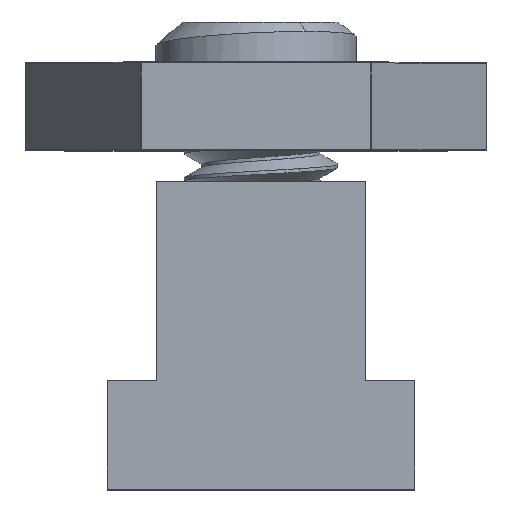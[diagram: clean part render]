
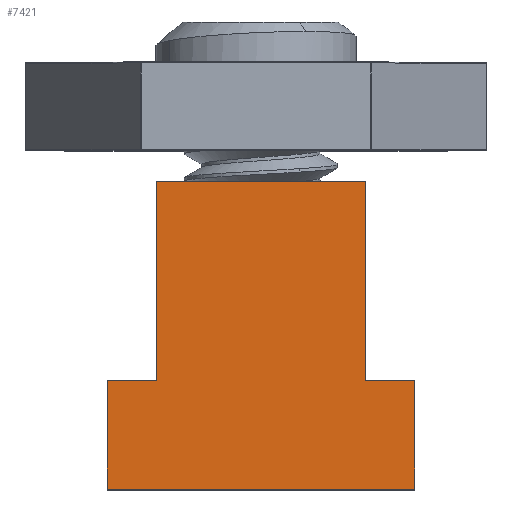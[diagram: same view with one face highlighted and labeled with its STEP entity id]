
A CAD part, top view. The second image highlights one B-rep face of the part: STEP entity #7421.
In plain terms, the highlighted planar face has unit normal (0, 0, 1).
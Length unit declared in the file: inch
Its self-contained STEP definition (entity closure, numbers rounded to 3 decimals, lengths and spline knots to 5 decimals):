
#140 = CARTESIAN_POINT ( 'NONE',  ( -0.2125, 0.625, 0.55 ) ) ;
#220 = LINE ( 'NONE', #3866, #7056 ) ;
#300 = ORIENTED_EDGE ( 'NONE', *, *, #5726, .T. ) ;
#468 = CARTESIAN_POINT ( 'NONE',  ( 0.3125, 0.22, 0.55 ) ) ;
#492 = DIRECTION ( 'NONE',  ( 0., -1., 0. ) ) ;
#522 = CARTESIAN_POINT ( 'NONE',  ( 0.2125, 0.625, 0.55 ) ) ;
#621 = CARTESIAN_POINT ( 'NONE',  ( -0.3125, 0.22, 0.55 ) ) ;
#633 = ORIENTED_EDGE ( 'NONE', *, *, #7761, .T. ) ;
#798 = VERTEX_POINT ( 'NONE', #6666 ) ;
#801 = DIRECTION ( 'NONE',  ( 0., -1., 0. ) ) ;
#893 = VECTOR ( 'NONE', #1154, 39.37008 ) ;
#922 = CARTESIAN_POINT ( 'NONE',  ( -0.2125, 0.22, 0.55 ) ) ;
#1080 = CARTESIAN_POINT ( 'NONE',  ( -0.3125, 0., 0.55 ) ) ;
#1154 = DIRECTION ( 'NONE',  ( 0., 1., 0. ) ) ;
#1236 = CARTESIAN_POINT ( 'NONE',  ( 0.2125, 0.22, 0.55 ) ) ;
#1265 = DIRECTION ( 'NONE',  ( -1., 0., 0. ) ) ;
#1510 = VECTOR ( 'NONE', #492, 39.37008 ) ;
#1524 = PLANE ( 'NONE',  #5952 ) ;
#1625 = EDGE_CURVE ( 'NONE', #6670, #8371, #4396, .T. ) ;
#1705 = LINE ( 'NONE', #2462, #1510 ) ;
#1963 = VECTOR ( 'NONE', #7564, 39.37008 ) ;
#2168 = CARTESIAN_POINT ( 'NONE',  ( -0.2125, 0.625, 0.55 ) ) ;
#2183 = DIRECTION ( 'NONE',  ( 1., 0., 0. ) ) ;
#2462 = CARTESIAN_POINT ( 'NONE',  ( -0.3125, 0.22, 0.55 ) ) ;
#2781 = VECTOR ( 'NONE', #3258, 39.37008 ) ;
#3087 = ORIENTED_EDGE ( 'NONE', *, *, #1625, .T. ) ;
#3210 = ORIENTED_EDGE ( 'NONE', *, *, #7144, .T. ) ;
#3258 = DIRECTION ( 'NONE',  ( -1., 0., 0. ) ) ;
#3455 = EDGE_CURVE ( 'NONE', #5659, #8083, #7622, .T. ) ;
#3708 = DIRECTION ( 'NONE',  ( 1., 0., 0. ) ) ;
#3746 = VECTOR ( 'NONE', #3708, 39.37008 ) ;
#3866 = CARTESIAN_POINT ( 'NONE',  ( 0.2125, 0.625, 0.55 ) ) ;
#4146 = EDGE_CURVE ( 'NONE', #798, #6670, #5293, .T. ) ;
#4396 = LINE ( 'NONE', #468, #893 ) ;
#4764 = ORIENTED_EDGE ( 'NONE', *, *, #5109, .T. ) ;
#4855 = CARTESIAN_POINT ( 'NONE',  ( -0.3125, 0.22, 0.55 ) ) ;
#4876 = LINE ( 'NONE', #522, #8203 ) ;
#5109 = EDGE_CURVE ( 'NONE', #5424, #5659, #220, .T. ) ;
#5263 = EDGE_CURVE ( 'NONE', #7005, #5424, #4876, .T. ) ;
#5293 = LINE ( 'NONE', #1080, #3746 ) ;
#5424 = VERTEX_POINT ( 'NONE', #7281 ) ;
#5479 = CARTESIAN_POINT ( 'NONE',  ( 0.3125, 0.22, 0.55 ) ) ;
#5659 = VERTEX_POINT ( 'NONE', #2168 ) ;
#5726 = EDGE_CURVE ( 'NONE', #8083, #8466, #7251, .T. ) ;
#5824 = DIRECTION ( 'NONE',  ( 0., 1., 0. ) ) ;
#5952 = AXIS2_PLACEMENT_3D ( 'NONE', #5479, #6140, #2183 ) ;
#5981 = ORIENTED_EDGE ( 'NONE', *, *, #4146, .T. ) ;
#6031 = VECTOR ( 'NONE', #801, 39.37008 ) ;
#6140 = DIRECTION ( 'NONE',  ( 0., 0., 1. ) ) ;
#6522 = ORIENTED_EDGE ( 'NONE', *, *, #5263, .T. ) ;
#6666 = CARTESIAN_POINT ( 'NONE',  ( -0.3125, 0., 0.55 ) ) ;
#6670 = VERTEX_POINT ( 'NONE', #6940 ) ;
#6940 = CARTESIAN_POINT ( 'NONE',  ( 0.3125, 0., 0.55 ) ) ;
#7005 = VERTEX_POINT ( 'NONE', #1236 ) ;
#7056 = VECTOR ( 'NONE', #1265, 39.37008 ) ;
#7062 = EDGE_LOOP ( 'NONE', ( #3087, #3210, #6522, #4764, #7136, #300, #633, #5981 ) ) ;
#7136 = ORIENTED_EDGE ( 'NONE', *, *, #3455, .T. ) ;
#7144 = EDGE_CURVE ( 'NONE', #8371, #7005, #8062, .T. ) ;
#7214 = CARTESIAN_POINT ( 'NONE',  ( 0.3125, 0.22, 0.55 ) ) ;
#7251 = LINE ( 'NONE', #4855, #1963 ) ;
#7281 = CARTESIAN_POINT ( 'NONE',  ( 0.2125, 0.625, 0.55 ) ) ;
#7421 = ADVANCED_FACE ( 'NONE', ( #8368 ), #1524, .T. ) ;
#7564 = DIRECTION ( 'NONE',  ( -1., 0., 0. ) ) ;
#7622 = LINE ( 'NONE', #140, #6031 ) ;
#7761 = EDGE_CURVE ( 'NONE', #8466, #798, #1705, .T. ) ;
#7921 = CARTESIAN_POINT ( 'NONE',  ( 0.2125, 0.22, 0.55 ) ) ;
#8062 = LINE ( 'NONE', #7921, #2781 ) ;
#8083 = VERTEX_POINT ( 'NONE', #922 ) ;
#8203 = VECTOR ( 'NONE', #5824, 39.37008 ) ;
#8368 = FACE_OUTER_BOUND ( 'NONE', #7062, .T. ) ;
#8371 = VERTEX_POINT ( 'NONE', #7214 ) ;
#8466 = VERTEX_POINT ( 'NONE', #621 ) ;
